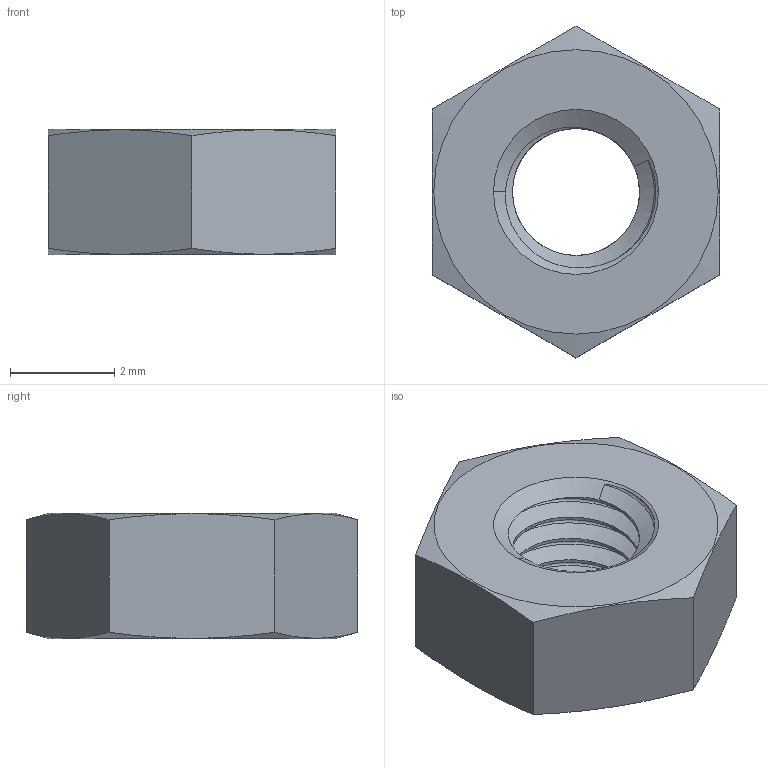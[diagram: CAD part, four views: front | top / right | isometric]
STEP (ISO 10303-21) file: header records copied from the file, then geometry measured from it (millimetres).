
FILE_DESCRIPTION (( 'STEP AP203' ), '1' );
FILE_NAME ('B009EFLMUY.3D.STEP', '2013-10-09T06:32:53', ( '' ), ( '' ), 'SwSTEP 2.0', 'SolidWorks 2010', '' );
FILE_SCHEMA (( 'CONFIG_CONTROL_DESIGN' ));
Length unit declared in the file: millimetre
Products named in the file (1): B009EFLMUY.3D
Bounding box: 5.5 x 6.35 x 2.4 mm (x, y, z)
Volume: 48 mm3; surface area: 117.1 mm2
Topology: 1 solids, 1 shells, 28 faces, 78 edges, 52 vertices
Faces by surface type: cylinder 9, cone 8, plane 8, bspline 3
Entity records: 2834 total; most frequent: CARTESIAN_POINT 2137, ORIENTED_EDGE 156, DIRECTION 94, EDGE_CURVE 78, VERTEX_POINT 52, AXIS2_PLACEMENT_3D 36, B_SPLINE_CURVE_WITH_KNOTS 33, EDGE_LOOP 30
